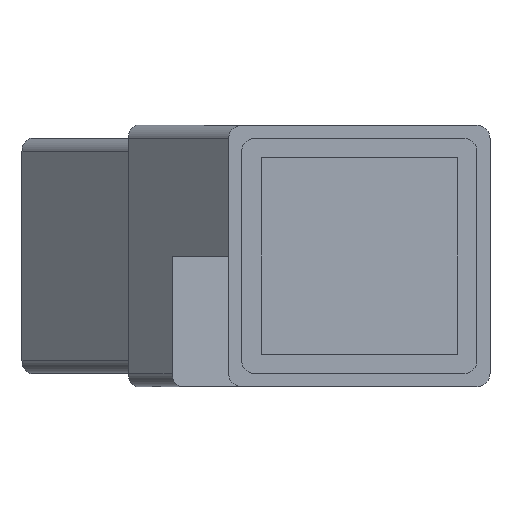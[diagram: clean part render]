
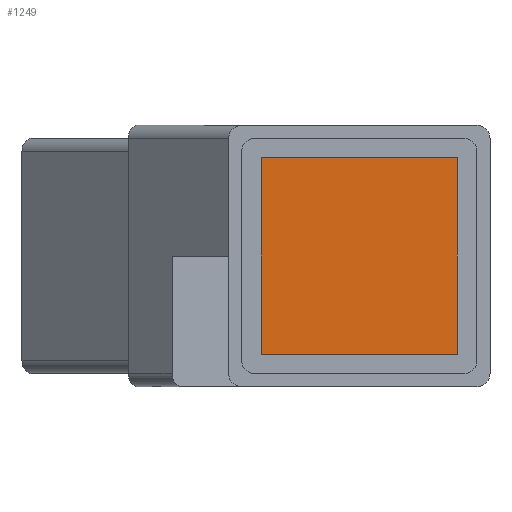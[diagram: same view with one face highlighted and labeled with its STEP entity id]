
A CAD part, front view. The second image highlights one B-rep face of the part: STEP entity #1249.
In plain terms, the highlighted planar face has unit normal (0, -1, 0).
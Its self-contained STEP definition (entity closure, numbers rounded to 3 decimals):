
#145=FACE_OUTER_BOUND('',#221,.T.);
#221=EDGE_LOOP('',(#853,#854,#855,#856));
#306=LINE('',#1951,#422);
#310=LINE('',#1958,#426);
#313=LINE('',#1964,#429);
#315=LINE('',#1967,#431);
#422=VECTOR('',#1552,10.);
#426=VECTOR('',#1558,10.);
#429=VECTOR('',#1563,10.);
#431=VECTOR('',#1567,10.);
#538=VERTEX_POINT('',#1948);
#539=VERTEX_POINT('',#1950);
#541=VERTEX_POINT('',#1956);
#543=VERTEX_POINT('',#1962);
#658=EDGE_CURVE('',#538,#539,#306,.T.);
#662=EDGE_CURVE('',#541,#538,#310,.T.);
#665=EDGE_CURVE('',#543,#541,#313,.T.);
#667=EDGE_CURVE('',#539,#543,#315,.T.);
#853=ORIENTED_EDGE('',*,*,#667,.F.);
#854=ORIENTED_EDGE('',*,*,#658,.F.);
#855=ORIENTED_EDGE('',*,*,#662,.F.);
#856=ORIENTED_EDGE('',*,*,#665,.F.);
#1203=PLANE('',#1409);
#1249=ADVANCED_FACE('',(#145),#1203,.F.);
#1409=AXIS2_PLACEMENT_3D('',#1968,#1568,#1569);
#1552=DIRECTION('',(0.,0.,-1.));
#1558=DIRECTION('',(1.,0.,0.));
#1563=DIRECTION('',(0.,0.,1.));
#1567=DIRECTION('',(-1.,0.,0.));
#1568=DIRECTION('center_axis',(0.,1.,0.));
#1569=DIRECTION('ref_axis',(0.,0.,1.));
#1948=CARTESIAN_POINT('',(15.,20.,15.));
#1950=CARTESIAN_POINT('',(15.,20.,-15.));
#1951=CARTESIAN_POINT('',(15.,20.,-15.));
#1956=CARTESIAN_POINT('',(-15.,20.,15.));
#1958=CARTESIAN_POINT('',(15.,20.,15.));
#1962=CARTESIAN_POINT('',(-15.,20.,-15.));
#1964=CARTESIAN_POINT('',(-15.,20.,15.));
#1967=CARTESIAN_POINT('',(-15.,20.,-15.));
#1968=CARTESIAN_POINT('Origin',(0.,20.,0.));
